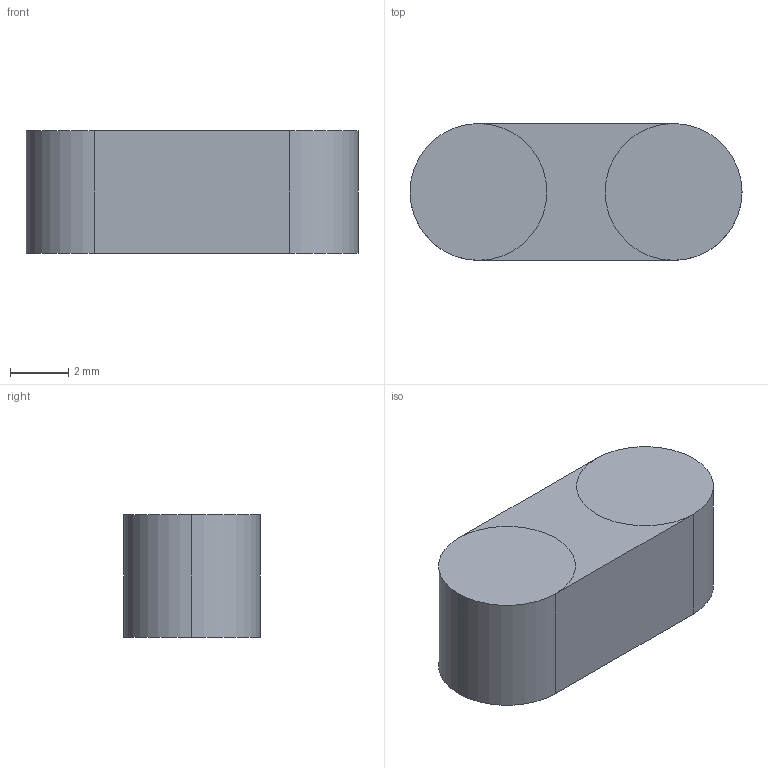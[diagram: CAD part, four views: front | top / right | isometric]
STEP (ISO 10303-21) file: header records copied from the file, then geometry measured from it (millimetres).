
FILE_DESCRIPTION(('FreeCAD Model'),'2;1');
FILE_NAME('Open CASCADE Shape Model','2021-12-28T17:37:23',( 'kicad StepUp'),('ksu MCAD'),'Open CASCADE STEP processor 7.5', 'FreeCAD','Unknown');
FILE_SCHEMA(('AUTOMOTIVE_DESIGN { 1 0 10303 214 1 1 1 1 }'));
Length unit declared in the file: millimetre
Products named in the file (1): Connect
Bounding box: 11.4 x 4.7 x 4.2 mm (x, y, z)
Volume: 205.1 mm3; surface area: 216 mm2
Topology: 1 solids, 1 shells, 12 faces, 24 edges, 14 vertices
Faces by surface type: plane 8, cylinder 4
Entity records: 638 total; most frequent: CARTESIAN_POINT 109, DIRECTION 102, ORIENTED_EDGE 48, PCURVE 48, DEFINITIONAL_REPRESENTATION 48, CIRCLE 34, LINE 28, VECTOR 28
